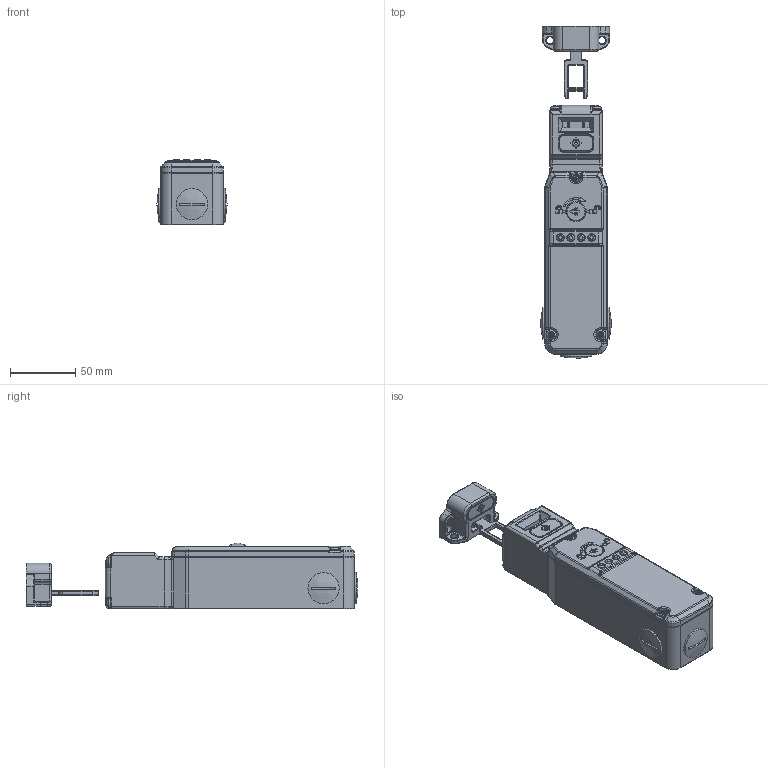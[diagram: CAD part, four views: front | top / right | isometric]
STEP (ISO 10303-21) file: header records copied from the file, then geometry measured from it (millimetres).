
FILE_DESCRIPTION (( 'STEP AP214' ), '1' );
FILE_NAME ('456-KL3-SS-Z-HFZ.STEP', '2020-04-21T16:45:18', ( '' ), ( '' ), 'SwSTEP 2.0', 'SolidWorks 2019', '' );
FILE_SCHEMA (( 'AUTOMOTIVE_DESIGN' ));
Length unit declared in the file: inch
Products named in the file (1): 456-KL3-SS-Z-HFZ
Bounding box: 53.79 x 254.89 x 50.5 mm (x, y, z)
Volume: 347211.8 mm3; surface area: 101279.7 mm2
Topology: 28 solids, 29 shells, 3556 faces, 8436 edges, 4890 vertices
Faces by surface type: cylinder 1474, plane 945, bspline 916, cone 144, torus 65, sphere 12
Full cylindrical faces by diameter (mm): 1.3 x7, 2 x2, 2.1 x1, 2.5 x6, 2.8 x4, 3.3 x4, 3.5 x13, 4 x11, 4.4 x3, 4.5 x7, 4.8 x10, 5 x7, 5.5 x6, 6 x4, 7 x7, 7.8 x3, 8 x4, 8.2 x1, 9.3 x4, 10 x1, 11.8 x1, 14 x3, 14.5 x2, 15 x2, 17.6 x1, 18 x3, 19.816 x1, 20 x4, 20.265 x1, 24 x3
Entity records: 121103 total; most frequent: CARTESIAN_POINT 46637, ORIENTED_EDGE 15702, DIRECTION 14937, EDGE_CURVE 7851, AXIS2_PLACEMENT_3D 5848, VERTEX_POINT 4761, EDGE_LOOP 4030, FACE_OUTER_BOUND 3754
